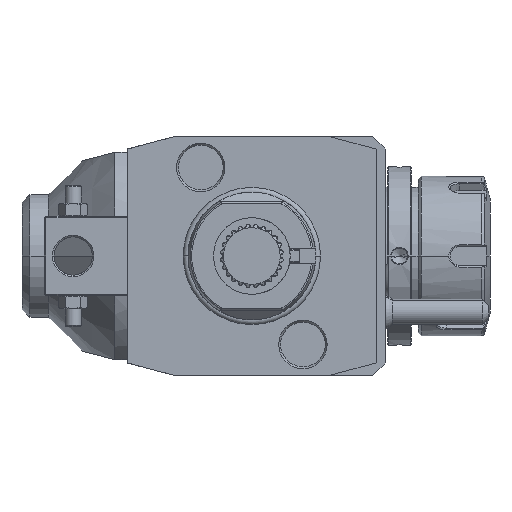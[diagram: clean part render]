
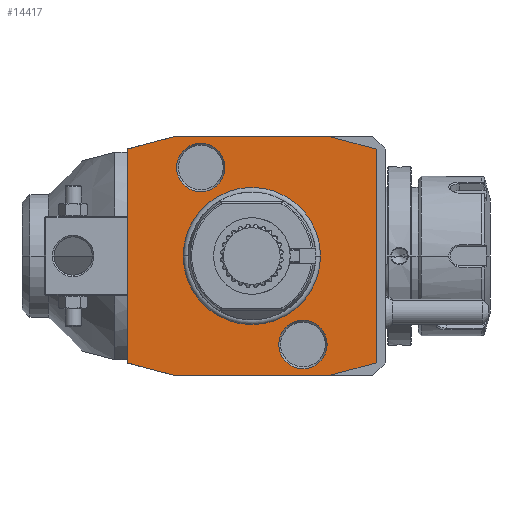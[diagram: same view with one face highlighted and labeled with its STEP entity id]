
A CAD part, front view. The second image highlights one B-rep face of the part: STEP entity #14417.
In plain terms, the highlighted planar face has unit normal (0, -1, 0).
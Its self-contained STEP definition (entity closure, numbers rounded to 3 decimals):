
#1=DIRECTION('',(0.966,0.,-0.259));
#2=VECTOR('',#1,15.529);
#3=CARTESIAN_POINT('',(-39.,0.,-33.481));
#4=LINE('',#3,#2);
#5=DIRECTION('',(0.,0.,-1.));
#6=VECTOR('',#5,66.962);
#7=CARTESIAN_POINT('',(-39.,0.,33.481));
#8=LINE('',#7,#6);
#9=DIRECTION('',(-0.966,0.,-0.259));
#10=VECTOR('',#9,15.529);
#11=CARTESIAN_POINT('',(-24.,0.,37.5));
#12=LINE('',#11,#10);
#13=DIRECTION('',(-1.,0.,0.));
#14=VECTOR('',#13,48.);
#15=CARTESIAN_POINT('',(24.,0.,37.5));
#16=LINE('',#15,#14);
#17=DIRECTION('',(-0.966,0.,0.259));
#18=VECTOR('',#17,15.529);
#19=CARTESIAN_POINT('',(39.,0.,33.481));
#20=LINE('',#19,#18);
#21=DIRECTION('',(0.,0.,1.));
#22=VECTOR('',#21,66.962);
#23=CARTESIAN_POINT('',(39.,0.,-33.481));
#24=LINE('',#23,#22);
#25=DIRECTION('',(0.966,0.,0.259));
#26=VECTOR('',#25,15.529);
#27=CARTESIAN_POINT('',(24.,0.,-37.5));
#28=LINE('',#27,#26);
#29=DIRECTION('',(1.,0.,0.));
#30=VECTOR('',#29,48.);
#31=CARTESIAN_POINT('',(-24.,0.,-37.5));
#32=LINE('',#31,#30);
#33=CARTESIAN_POINT('',(-16.,0.,27.713));
#34=DIRECTION('',(0.,1.,0.));
#35=DIRECTION('',(-1.,0.,0.));
#36=AXIS2_PLACEMENT_3D('',#33,#34,#35);
#38=CARTESIAN_POINT('',(-16.,0.,27.713));
#39=DIRECTION('',(0.,1.,0.));
#40=DIRECTION('',(1.,0.,0.));
#41=AXIS2_PLACEMENT_3D('',#38,#39,#40);
#43=CARTESIAN_POINT('',(16.,0.,-27.713));
#44=DIRECTION('',(0.,1.,0.));
#45=DIRECTION('',(1.,0.,0.));
#46=AXIS2_PLACEMENT_3D('',#43,#44,#45);
#48=CARTESIAN_POINT('',(16.,0.,-27.713));
#49=DIRECTION('',(0.,1.,0.));
#50=DIRECTION('',(-1.,0.,0.));
#51=AXIS2_PLACEMENT_3D('',#48,#49,#50);
#7107=CARTESIAN_POINT('',(0.,0.,0.));
#7108=DIRECTION('',(0.,1.,0.));
#7109=DIRECTION('',(-1.,0.,0.));
#7110=AXIS2_PLACEMENT_3D('',#7107,#7108,#7109);
#7112=CARTESIAN_POINT('',(0.,0.,0.));
#7113=DIRECTION('',(0.,1.,0.));
#7114=DIRECTION('',(1.,0.,0.));
#7115=AXIS2_PLACEMENT_3D('',#7112,#7113,#7114);
#12913=CARTESIAN_POINT('',(-23.577,0.,
27.713));
#12914=CARTESIAN_POINT('',(-8.423,0.,
27.713));
#12915=VERTEX_POINT('',#12913);
#12916=VERTEX_POINT('',#12914);
#13086=CARTESIAN_POINT('',(23.577,0.,-27.713));
#13087=CARTESIAN_POINT('',(8.423,0.,-27.713));
#13088=VERTEX_POINT('',#13086);
#13089=VERTEX_POINT('',#13087);
#13952=CARTESIAN_POINT('',(-39.,0.,-33.481));
#13953=CARTESIAN_POINT('',(-24.,0.,-37.5));
#13954=VERTEX_POINT('',#13952);
#13955=VERTEX_POINT('',#13953);
#13956=CARTESIAN_POINT('',(24.,0.,-37.5));
#13957=VERTEX_POINT('',#13956);
#13958=CARTESIAN_POINT('',(39.,0.,-33.481));
#13959=VERTEX_POINT('',#13958);
#13960=CARTESIAN_POINT('',(39.,0.,33.481));
#13961=VERTEX_POINT('',#13960);
#13962=CARTESIAN_POINT('',(24.,0.,37.5));
#13963=VERTEX_POINT('',#13962);
#13964=CARTESIAN_POINT('',(-24.,0.,37.5));
#13965=VERTEX_POINT('',#13964);
#13966=CARTESIAN_POINT('',(-39.,0.,33.481));
#13967=VERTEX_POINT('',#13966);
#14238=CARTESIAN_POINT('',(-21.137,0.,0.));
#14239=CARTESIAN_POINT('',(21.137,0.,0.));
#14240=VERTEX_POINT('',#14238);
#14241=VERTEX_POINT('',#14239);
#14376=CARTESIAN_POINT('',(0.,0.,0.));
#14377=DIRECTION('',(0.,-1.,0.));
#14378=DIRECTION('',(-1.,0.,0.));
#14379=AXIS2_PLACEMENT_3D('',#14376,#14377,#14378);
#14380=PLANE('',#14379);
#14382=ORIENTED_EDGE('',*,*,#14381,.F.);
#14384=ORIENTED_EDGE('',*,*,#14383,.F.);
#14386=ORIENTED_EDGE('',*,*,#14385,.F.);
#14388=ORIENTED_EDGE('',*,*,#14387,.F.);
#14390=ORIENTED_EDGE('',*,*,#14389,.F.);
#14392=ORIENTED_EDGE('',*,*,#14391,.F.);
#14394=ORIENTED_EDGE('',*,*,#14393,.F.);
#14396=ORIENTED_EDGE('',*,*,#14395,.F.);
#14397=EDGE_LOOP('',(#14382,#14384,#14386,#14388,#14390,#14392,#14394,#14396));
#14398=FACE_OUTER_BOUND('',#14397,.F.);
#14400=ORIENTED_EDGE('',*,*,#14399,.F.);
#14402=ORIENTED_EDGE('',*,*,#14401,.F.);
#14403=EDGE_LOOP('',(#14400,#14402));
#14404=FACE_BOUND('',#14403,.F.);
#14406=ORIENTED_EDGE('',*,*,#14405,.F.);
#14408=ORIENTED_EDGE('',*,*,#14407,.F.);
#14409=EDGE_LOOP('',(#14406,#14408));
#14410=FACE_BOUND('',#14409,.F.);
#14412=ORIENTED_EDGE('',*,*,#14411,.F.);
#14414=ORIENTED_EDGE('',*,*,#14413,.F.);
#14415=EDGE_LOOP('',(#14412,#14414));
#14416=FACE_BOUND('',#14415,.F.);
#37=CIRCLE('',#36,7.577);
#42=CIRCLE('',#41,7.577);
#47=CIRCLE('',#46,7.577);
#52=CIRCLE('',#51,7.577);
#7111=CIRCLE('',#7110,21.137);
#7116=CIRCLE('',#7115,21.137);
#14381=EDGE_CURVE('',#13954,#13955,#4,.T.);
#14383=EDGE_CURVE('',#13967,#13954,#8,.T.);
#14385=EDGE_CURVE('',#13965,#13967,#12,.T.);
#14387=EDGE_CURVE('',#13963,#13965,#16,.T.);
#14389=EDGE_CURVE('',#13961,#13963,#20,.T.);
#14391=EDGE_CURVE('',#13959,#13961,#24,.T.);
#14393=EDGE_CURVE('',#13957,#13959,#28,.T.);
#14395=EDGE_CURVE('',#13955,#13957,#32,.T.);
#14399=EDGE_CURVE('',#14240,#14241,#7111,.T.);
#14401=EDGE_CURVE('',#14241,#14240,#7116,.T.);
#14405=EDGE_CURVE('',#12915,#12916,#37,.T.);
#14407=EDGE_CURVE('',#12916,#12915,#42,.T.);
#14411=EDGE_CURVE('',#13088,#13089,#47,.T.);
#14413=EDGE_CURVE('',#13089,#13088,#52,.T.);
#14417=ADVANCED_FACE('',(#14398,#14404,#14410,#14416),#14380,.T.);
